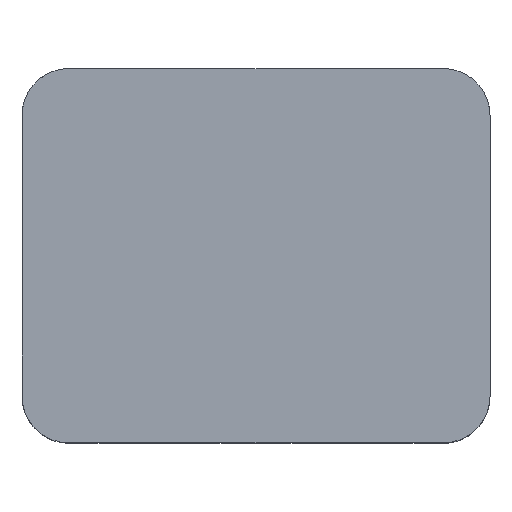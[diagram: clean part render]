
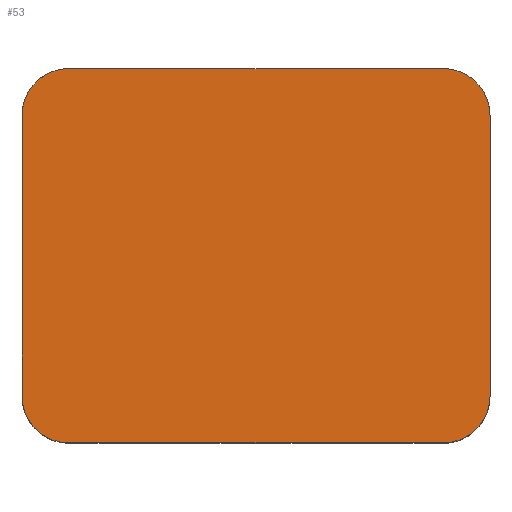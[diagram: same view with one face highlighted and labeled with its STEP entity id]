
A CAD part, top view. The second image highlights one B-rep face of the part: STEP entity #53.
In plain terms, the highlighted planar face has unit normal (0, 0, 1).
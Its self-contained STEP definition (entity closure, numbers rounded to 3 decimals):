
#3 = AXIS2_PLACEMENT_3D ( 'NONE', #210, #213, #323 ) ;
#4 = VERTEX_POINT ( 'NONE', #339 ) ;
#10 = CARTESIAN_POINT ( 'NONE',  ( 5., 3., 0. ) ) ;
#13 = DIRECTION ( 'NONE',  ( 1., 0., 0. ) ) ;
#18 = ORIENTED_EDGE ( 'NONE', *, *, #236, .T. ) ;
#22 = EDGE_CURVE ( 'NONE', #282, #199, #340, .T. ) ;
#26 = CARTESIAN_POINT ( 'NONE',  ( 4., 3., 0. ) ) ;
#28 = DIRECTION ( 'NONE',  ( -1., 0., 0. ) ) ;
#30 = ORIENTED_EDGE ( 'NONE', *, *, #264, .T. ) ;
#32 = LINE ( 'NONE', #173, #258 ) ;
#41 = DIRECTION ( 'NONE',  ( 1., 0., 0. ) ) ;
#44 = CARTESIAN_POINT ( 'NONE',  ( 4., -3., 0. ) ) ;
#53 = ADVANCED_FACE ( 'NONE', ( #335 ), #84, .F. ) ;
#55 = DIRECTION ( 'NONE',  ( 0., 0., 1. ) ) ;
#59 = DIRECTION ( 'NONE',  ( 0., 0., -1. ) ) ;
#66 = DIRECTION ( 'NONE',  ( 1., 0., 0. ) ) ;
#70 = CARTESIAN_POINT ( 'NONE',  ( -5., 3., 0. ) ) ;
#71 = AXIS2_PLACEMENT_3D ( 'NONE', #308, #59, #28 ) ;
#76 = DIRECTION ( 'NONE',  ( -1., 0., 0. ) ) ;
#79 = VECTOR ( 'NONE', #124, 1000. ) ;
#84 = PLANE ( 'NONE',  #71 ) ;
#86 = EDGE_LOOP ( 'NONE', ( #125, #304, #351, #30, #127, #280, #18, #111 ) ) ;
#90 = DIRECTION ( 'NONE',  ( 0., 0., 1. ) ) ;
#93 = CARTESIAN_POINT ( 'NONE',  ( -4., 4., 0. ) ) ;
#95 = CIRCLE ( 'NONE', #221, 1. ) ;
#103 = VERTEX_POINT ( 'NONE', #115 ) ;
#105 = EDGE_CURVE ( 'NONE', #103, #291, #32, .T. ) ;
#111 = ORIENTED_EDGE ( 'NONE', *, *, #164, .T. ) ;
#115 = CARTESIAN_POINT ( 'NONE',  ( -4., -4., 0. ) ) ;
#119 = CARTESIAN_POINT ( 'NONE',  ( 4., 4., 0. ) ) ;
#124 = DIRECTION ( 'NONE',  ( 0., -1., 0. ) ) ;
#125 = ORIENTED_EDGE ( 'NONE', *, *, #22, .T. ) ;
#127 = ORIENTED_EDGE ( 'NONE', *, *, #301, .T. ) ;
#138 = DIRECTION ( 'NONE',  ( -1., 0., 0. ) ) ;
#143 = CIRCLE ( 'NONE', #298, 1. ) ;
#155 = CARTESIAN_POINT ( 'NONE',  ( 5., 3., 0. ) ) ;
#159 = DIRECTION ( 'NONE',  ( 0., 0., 1. ) ) ;
#164 = EDGE_CURVE ( 'NONE', #4, #282, #174, .T. ) ;
#173 = CARTESIAN_POINT ( 'NONE',  ( -4., -4., 0. ) ) ;
#174 = LINE ( 'NONE', #10, #227 ) ;
#180 = CARTESIAN_POINT ( 'NONE',  ( -5., 3., 0. ) ) ;
#183 = VERTEX_POINT ( 'NONE', #93 ) ;
#199 = VERTEX_POINT ( 'NONE', #119 ) ;
#206 = EDGE_CURVE ( 'NONE', #183, #276, #143, .T. ) ;
#210 = CARTESIAN_POINT ( 'NONE',  ( -4., -3., 0. ) ) ;
#211 = CARTESIAN_POINT ( 'NONE',  ( 4., -4., 0. ) ) ;
#213 = DIRECTION ( 'NONE',  ( 0., 0., 1. ) ) ;
#221 = AXIS2_PLACEMENT_3D ( 'NONE', #44, #159, #41 ) ;
#226 = VERTEX_POINT ( 'NONE', #286 ) ;
#227 = VECTOR ( 'NONE', #262, 1000. ) ;
#236 = EDGE_CURVE ( 'NONE', #291, #4, #95, .T. ) ;
#258 = VECTOR ( 'NONE', #66, 1000. ) ;
#262 = DIRECTION ( 'NONE',  ( 0., 1., 0. ) ) ;
#263 = CARTESIAN_POINT ( 'NONE',  ( -4., 3., 0. ) ) ;
#264 = EDGE_CURVE ( 'NONE', #276, #226, #350, .T. ) ;
#266 = CIRCLE ( 'NONE', #3, 1. ) ;
#268 = LINE ( 'NONE', #326, #313 ) ;
#273 = AXIS2_PLACEMENT_3D ( 'NONE', #26, #55, #138 ) ;
#276 = VERTEX_POINT ( 'NONE', #180 ) ;
#280 = ORIENTED_EDGE ( 'NONE', *, *, #105, .T. ) ;
#282 = VERTEX_POINT ( 'NONE', #155 ) ;
#286 = CARTESIAN_POINT ( 'NONE',  ( -5., -3., 0. ) ) ;
#291 = VERTEX_POINT ( 'NONE', #211 ) ;
#298 = AXIS2_PLACEMENT_3D ( 'NONE', #263, #90, #13 ) ;
#301 = EDGE_CURVE ( 'NONE', #226, #103, #266, .T. ) ;
#304 = ORIENTED_EDGE ( 'NONE', *, *, #325, .T. ) ;
#308 = CARTESIAN_POINT ( 'NONE',  ( 4., 3., 0. ) ) ;
#313 = VECTOR ( 'NONE', #76, 1000. ) ;
#323 = DIRECTION ( 'NONE',  ( 1., 0., 0. ) ) ;
#325 = EDGE_CURVE ( 'NONE', #199, #183, #268, .T. ) ;
#326 = CARTESIAN_POINT ( 'NONE',  ( -4., 4., 0. ) ) ;
#335 = FACE_OUTER_BOUND ( 'NONE', #86, .T. ) ;
#339 = CARTESIAN_POINT ( 'NONE',  ( 5., -3., 0. ) ) ;
#340 = CIRCLE ( 'NONE', #273, 1. ) ;
#350 = LINE ( 'NONE', #70, #79 ) ;
#351 = ORIENTED_EDGE ( 'NONE', *, *, #206, .T. ) ;
